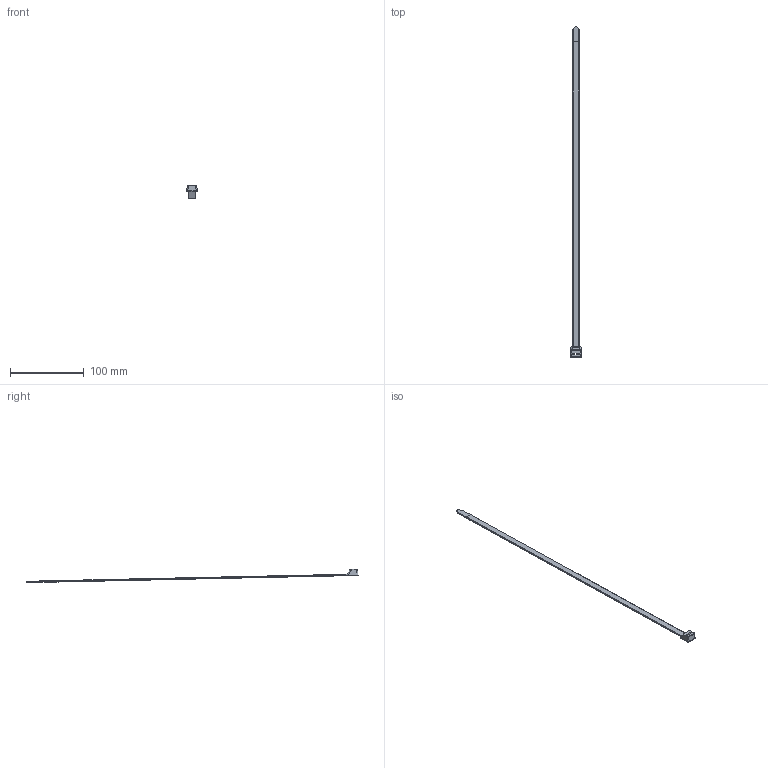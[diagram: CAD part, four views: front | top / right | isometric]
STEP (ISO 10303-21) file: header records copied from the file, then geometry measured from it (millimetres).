
FILE_DESCRIPTION (( 'STEP AP203' ), '1' );
FILE_NAME ('PANDUIT_PLT5H.stp', '2016-11-07T17:08:56', ( '' ), ( '' ), 'SwSTEP 2.0', 'SolidWorks 2014', '' );
FILE_SCHEMA (( 'CONFIG_CONTROL_DESIGN' ));
Length unit declared in the file: inch
Products named in the file (1): PANDUIT_PLT5H
Bounding box: 14.22 x 449.53 x 17.89 mm (x, y, z)
Volume: 8757.3 mm3; surface area: 9915.5 mm2
Topology: 1 solids, 1 shells, 116 faces, 282 edges, 168 vertices
Faces by surface type: plane 54, cylinder 36, bspline 22, cone 4
Entity records: 4230 total; most frequent: CARTESIAN_POINT 1716, ORIENTED_EDGE 564, DIRECTION 429, EDGE_CURVE 282, VERTEX_POINT 168, VECTOR 147, LINE 147, AXIS2_PLACEMENT_3D 141
